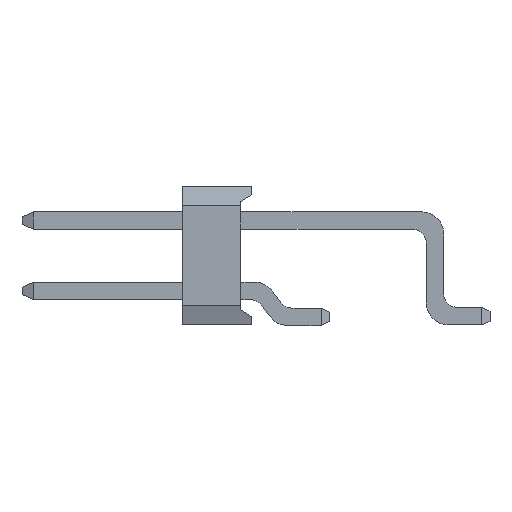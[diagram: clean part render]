
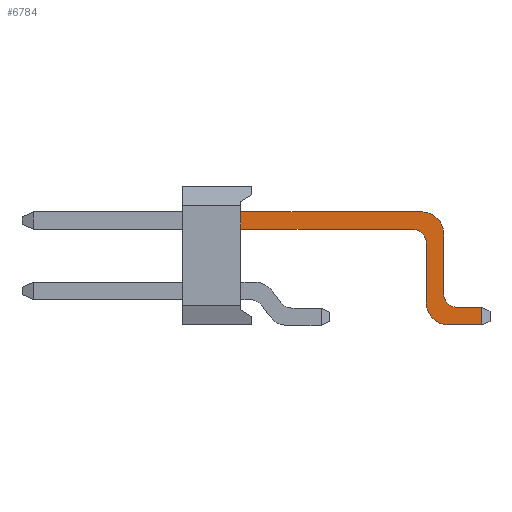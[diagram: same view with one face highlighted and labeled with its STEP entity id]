
A CAD part, left-side view. The second image highlights one B-rep face of the part: STEP entity #6784.
In plain terms, the highlighted planar face has unit normal (-1, 0, 0).
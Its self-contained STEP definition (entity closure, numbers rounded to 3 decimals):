
#187=CIRCLE('',#7301,0.5);
#188=CIRCLE('',#7302,0.8);
#189=CIRCLE('',#7303,0.5);
#190=CIRCLE('',#7304,0.8);
#362=FACE_OUTER_BOUND('',#776,.T.);
#776=EDGE_LOOP('',(#5143,#5144,#5145,#5146,#5147,#5148,#5149,#5150,#5151,
#5152,#5153,#5154));
#1357=LINE('',#10254,#2233);
#1358=LINE('',#10257,#2234);
#1361=LINE('',#10263,#2237);
#1362=LINE('',#10267,#2238);
#1363=LINE('',#10271,#2239);
#1364=LINE('',#10273,#2240);
#1365=LINE('',#10275,#2241);
#1366=LINE('',#10279,#2242);
#2233=VECTOR('',#8367,0.63);
#2234=VECTOR('',#8370,1.2);
#2237=VECTOR('',#8375,0.87);
#2238=VECTOR('',#8378,2.155);
#2239=VECTOR('',#8381,6.53);
#2240=VECTOR('',#8382,0.63);
#2241=VECTOR('',#8383,6.2);
#2242=VECTOR('',#8386,2.155);
#3032=VERTEX_POINT('',#10244);
#3034=VERTEX_POINT('',#10252);
#3035=VERTEX_POINT('',#10256);
#3037=VERTEX_POINT('',#10262);
#3038=VERTEX_POINT('',#10264);
#3039=VERTEX_POINT('',#10266);
#3040=VERTEX_POINT('',#10268);
#3041=VERTEX_POINT('',#10270);
#3042=VERTEX_POINT('',#10272);
#3043=VERTEX_POINT('',#10274);
#3044=VERTEX_POINT('',#10276);
#3045=VERTEX_POINT('',#10278);
#3781=EDGE_CURVE('',#3034,#3032,#1357,.T.);
#3782=EDGE_CURVE('',#3035,#3032,#1358,.T.);
#3785=EDGE_CURVE('',#3034,#3037,#1361,.T.);
#3786=EDGE_CURVE('',#3037,#3038,#187,.T.);
#3787=EDGE_CURVE('',#3038,#3039,#1362,.T.);
#3788=EDGE_CURVE('',#3039,#3040,#188,.T.);
#3789=EDGE_CURVE('',#3040,#3041,#1363,.T.);
#3790=EDGE_CURVE('',#3041,#3042,#1364,.T.);
#3791=EDGE_CURVE('',#3042,#3043,#1365,.T.);
#3792=EDGE_CURVE('',#3043,#3044,#189,.T.);
#3793=EDGE_CURVE('',#3044,#3045,#1366,.T.);
#3794=EDGE_CURVE('',#3045,#3035,#190,.T.);
#5143=ORIENTED_EDGE('',*,*,#3781,.F.);
#5144=ORIENTED_EDGE('',*,*,#3785,.T.);
#5145=ORIENTED_EDGE('',*,*,#3786,.T.);
#5146=ORIENTED_EDGE('',*,*,#3787,.T.);
#5147=ORIENTED_EDGE('',*,*,#3788,.T.);
#5148=ORIENTED_EDGE('',*,*,#3789,.T.);
#5149=ORIENTED_EDGE('',*,*,#3790,.T.);
#5150=ORIENTED_EDGE('',*,*,#3791,.T.);
#5151=ORIENTED_EDGE('',*,*,#3792,.T.);
#5152=ORIENTED_EDGE('',*,*,#3793,.T.);
#5153=ORIENTED_EDGE('',*,*,#3794,.T.);
#5154=ORIENTED_EDGE('',*,*,#3782,.T.);
#6374=PLANE('',#7300);
#6784=ADVANCED_FACE('',(#362),#6374,.F.);
#7300=AXIS2_PLACEMENT_3D('',#10261,#8373,#8374);
#7301=AXIS2_PLACEMENT_3D('',#10265,#8376,#8377);
#7302=AXIS2_PLACEMENT_3D('',#10269,#8379,#8380);
#7303=AXIS2_PLACEMENT_3D('',#10277,#8384,#8385);
#7304=AXIS2_PLACEMENT_3D('',#10280,#8387,#8388);
#8367=DIRECTION('',(0.,0.,-1.));
#8370=DIRECTION('',(0.,-1.,0.));
#8373=DIRECTION('center_axis',(1.,0.,0.));
#8374=DIRECTION('ref_axis',(0.,0.,-1.));
#8375=DIRECTION('',(0.,1.,0.));
#8376=DIRECTION('center_axis',(1.,0.,0.));
#8377=DIRECTION('ref_axis',(0.,0.,-1.));
#8378=DIRECTION('',(0.,0.,1.));
#8379=DIRECTION('center_axis',(-1.,0.,0.));
#8380=DIRECTION('ref_axis',(0.,-1.,0.));
#8381=DIRECTION('',(0.,1.,0.));
#8382=DIRECTION('',(0.,0.,-1.));
#8383=DIRECTION('',(0.,-1.,0.));
#8384=DIRECTION('center_axis',(1.,0.,0.));
#8385=DIRECTION('ref_axis',(0.,0.,1.));
#8386=DIRECTION('',(0.,0.,-1.));
#8387=DIRECTION('center_axis',(-1.,0.,0.));
#8388=DIRECTION('ref_axis',(0.,1.,0.));
#10244=CARTESIAN_POINT('',(-5.395,-3.35,0.01));
#10252=CARTESIAN_POINT('',(-5.395,-3.35,0.64));
#10254=CARTESIAN_POINT('',(-5.395,-3.35,1.708));
#10256=CARTESIAN_POINT('',(-5.395,-2.15,0.01));
#10257=CARTESIAN_POINT('',(-5.395,-2.15,0.01));
#10261=CARTESIAN_POINT('Origin',(-5.395,0.351,2.776));
#10262=CARTESIAN_POINT('',(-5.395,-2.48,0.64));
#10263=CARTESIAN_POINT('',(-5.395,-3.65,0.64));
#10264=CARTESIAN_POINT('',(-5.395,-1.98,1.14));
#10265=CARTESIAN_POINT('Origin',(-5.395,-2.48,1.14));
#10266=CARTESIAN_POINT('',(-5.395,-1.98,3.295));
#10267=CARTESIAN_POINT('',(-5.395,-1.98,1.14));
#10268=CARTESIAN_POINT('',(-5.395,-1.18,4.095));
#10269=CARTESIAN_POINT('Origin',(-5.395,-1.18,3.295));
#10270=CARTESIAN_POINT('',(-5.395,5.35,4.095));
#10271=CARTESIAN_POINT('',(-5.395,-1.18,4.095));
#10272=CARTESIAN_POINT('',(-5.395,5.35,3.465));
#10273=CARTESIAN_POINT('',(-5.395,5.35,4.095));
#10274=CARTESIAN_POINT('',(-5.395,-0.85,3.465));
#10275=CARTESIAN_POINT('',(-5.395,5.35,3.465));
#10276=CARTESIAN_POINT('',(-5.395,-1.35,2.965));
#10277=CARTESIAN_POINT('Origin',(-5.395,-0.85,2.965));
#10278=CARTESIAN_POINT('',(-5.395,-1.35,0.81));
#10279=CARTESIAN_POINT('',(-5.395,-1.35,2.965));
#10280=CARTESIAN_POINT('Origin',(-5.395,-2.15,0.81));
